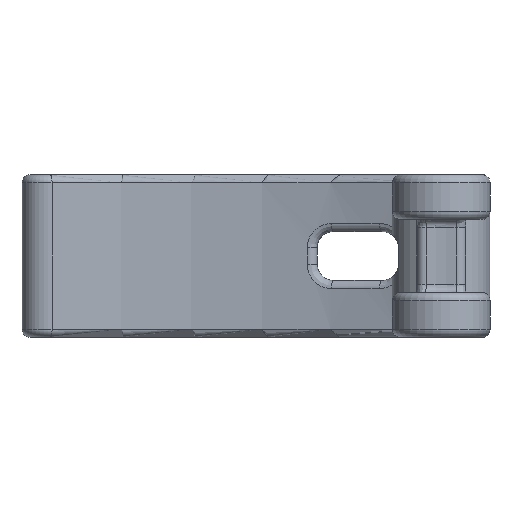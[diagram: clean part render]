
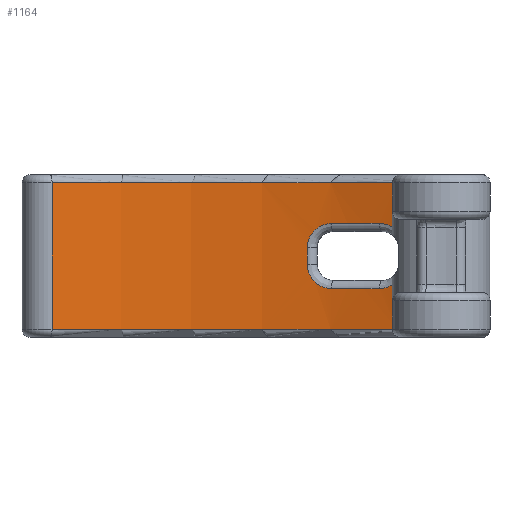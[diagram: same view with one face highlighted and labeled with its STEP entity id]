
A CAD part, front view. The second image highlights one B-rep face of the part: STEP entity #1164.
In plain terms, the highlighted cylindrical face has radius 34.557 mm (diameter 69.114 mm), a partial arc.
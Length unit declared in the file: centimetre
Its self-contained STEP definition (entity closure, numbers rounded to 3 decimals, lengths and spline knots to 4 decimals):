
#46=B_SPLINE_CURVE_WITH_KNOTS('',3,(#2450,#2451,#2452,#2453,#2454,#2455,
#2456,#2457,#2458,#2459),.UNSPECIFIED.,.F.,.U.,(4,3,3,4),(0.2252,
0.2359,0.294,0.3539),.UNSPECIFIED.);
#48=B_SPLINE_CURVE_WITH_KNOTS('',3,(#2549,#2550,#2551,#2552,#2553,#2554,
#2555,#2556,#2557,#2558),.UNSPECIFIED.,.F.,.U.,(4,2,2,2,4),(0.,
0.0305,0.0794,0.1576,0.2383),
 .UNSPECIFIED.);
#50=B_SPLINE_CURVE_WITH_KNOTS('',3,(#2635,#2636,#2637,#2638,#2639,#2640,
#2641,#2642,#2643,#2644),.UNSPECIFIED.,.F.,.U.,(4,2,2,2,4),(0.,
0.0305,0.0794,0.1576,0.2382),
 .UNSPECIFIED.);
#53=B_SPLINE_CURVE_WITH_KNOTS('',3,(#2859,#2860,#2861,#2862,#2863,#2864,
#2865,#2866,#2867,#2868),.UNSPECIFIED.,.F.,.U.,(4,3,3,4),(0.97,
1.0154,1.088,1.0987),.UNSPECIFIED.);
#110=VECTOR('',#1476,1.);
#119=VECTOR('',#1526,1.);
#120=VECTOR('',#1527,1.);
#155=LINE('',#2572,#110);
#164=LINE('',#3022,#119);
#165=LINE('',#3023,#120);
#204=CYLINDRICAL_SURFACE('',#1288,3.4557);
#275=VERTEX_POINT('',#2449);
#276=VERTEX_POINT('',#2460);
#278=VERTEX_POINT('',#2484);
#279=VERTEX_POINT('',#2548);
#280=VERTEX_POINT('',#2571);
#281=VERTEX_POINT('',#2634);
#282=VERTEX_POINT('',#2647);
#284=VERTEX_POINT('',#2858);
#292=VERTEX_POINT('',#2961);
#293=VERTEX_POINT('',#2978);
#296=VERTEX_POINT('',#3024);
#297=VERTEX_POINT('',#3026);
#366=CIRCLE('',#1259,3.4557);
#372=CIRCLE('',#1267,3.4557);
#375=CIRCLE('',#1277,3.4557);
#381=CIRCLE('',#1289,3.4557);
#475=EDGE_CURVE('',#275,#276,#46,.F.);
#478=EDGE_CURVE('',#278,#275,#366,.T.);
#481=EDGE_CURVE('',#279,#278,#48,.F.);
#484=EDGE_CURVE('',#280,#279,#155,.T.);
#486=EDGE_CURVE('',#281,#280,#50,.F.);
#488=EDGE_CURVE('',#282,#281,#372,.T.);
#491=EDGE_CURVE('',#284,#282,#53,.F.);
#508=EDGE_CURVE('',#293,#292,#375,.T.);
#517=EDGE_CURVE('',#284,#292,#164,.T.);
#518=EDGE_CURVE('',#296,#293,#165,.T.);
#519=EDGE_CURVE('',#297,#296,#381,.T.);
#520=EDGE_CURVE('',#297,#276,#164,.T.);
#766=ORIENTED_EDGE('',*,*,#491,.F.);
#767=ORIENTED_EDGE('',*,*,#517,.T.);
#768=ORIENTED_EDGE('',*,*,#508,.F.);
#769=ORIENTED_EDGE('',*,*,#518,.F.);
#770=ORIENTED_EDGE('',*,*,#519,.F.);
#771=ORIENTED_EDGE('',*,*,#520,.T.);
#772=ORIENTED_EDGE('',*,*,#475,.F.);
#773=ORIENTED_EDGE('',*,*,#478,.F.);
#774=ORIENTED_EDGE('',*,*,#481,.F.);
#775=ORIENTED_EDGE('',*,*,#484,.F.);
#776=ORIENTED_EDGE('',*,*,#486,.F.);
#777=ORIENTED_EDGE('',*,*,#488,.F.);
#988=EDGE_LOOP('',(#766,#767,#768,#769,#770,#771,#772,#773,#774,#775,#776,
#777));
#1082=FACE_BOUND('',#988,.T.);
#1164=ADVANCED_FACE('',(#1082),#204,.F.);
#1259=AXIS2_PLACEMENT_3D('',#2485,#1466,#1467);
#1267=AXIS2_PLACEMENT_3D('',#2648,#1482,#1483);
#1277=AXIS2_PLACEMENT_3D('',#2979,#1505,#1506);
#1288=AXIS2_PLACEMENT_3D('',#3021,#1524,#1525);
#1289=AXIS2_PLACEMENT_3D('',#3025,#1528,#1529);
#1466=DIRECTION('',(0.,0.,-1.));
#1467=DIRECTION('',(1.078,3.283,0.));
#1476=DIRECTION('',(0.,0.,-1.));
#1482=DIRECTION('',(0.,0.,1.));
#1483=DIRECTION('',(1.078,3.283,0.));
#1505=DIRECTION('',(0.,0.,-1.));
#1506=DIRECTION('',(0.27,3.445,0.));
#1524=DIRECTION('',(0.,0.,1.));
#1525=DIRECTION('',(3.456,0.,0.));
#1526=DIRECTION('',(0.,0.,1.));
#1527=DIRECTION('',(0.,0.,1.));
#1528=DIRECTION('',(0.,0.,1.));
#1529=DIRECTION('',(0.27,3.445,0.));
#2449=CARTESIAN_POINT('',(-0.3796,0.1684,0.3));
#2450=CARTESIAN_POINT('',(-0.2721,0.1263,0.3469));
#2451=CARTESIAN_POINT('',(-0.2745,0.1272,0.3444));
#2452=CARTESIAN_POINT('',(-0.2769,0.1282,0.3419));
#2453=CARTESIAN_POINT('',(-0.2794,0.1293,0.3396));
#2454=CARTESIAN_POINT('',(-0.293,0.1348,0.327));
#2455=CARTESIAN_POINT('',(-0.3086,0.1411,0.3171));
#2456=CARTESIAN_POINT('',(-0.3254,0.1477,0.3104));
#2457=CARTESIAN_POINT('',(-0.3426,0.1545,0.3035));
#2458=CARTESIAN_POINT('',(-0.3611,0.1616,0.3));
#2459=CARTESIAN_POINT('',(-0.3796,0.1684,0.3));
#2460=CARTESIAN_POINT('',(-0.2721,0.1263,0.3469));
#2484=CARTESIAN_POINT('',(-0.6753,0.264,0.3));
#2485=CARTESIAN_POINT('',(-1.589,-3.0687,0.3));
#2548=CARTESIAN_POINT('',(-0.8231,0.3011,0.45));
#2549=CARTESIAN_POINT('',(-0.6753,0.264,0.3));
#2550=CARTESIAN_POINT('',(-0.685,0.2667,0.3));
#2551=CARTESIAN_POINT('',(-0.6947,0.2693,0.301));
#2552=CARTESIAN_POINT('',(-0.7197,0.2759,0.306));
#2553=CARTESIAN_POINT('',(-0.7345,0.2797,0.3116));
#2554=CARTESIAN_POINT('',(-0.7703,0.2887,0.3322));
#2555=CARTESIAN_POINT('',(-0.7891,0.2932,0.3508));
#2556=CARTESIAN_POINT('',(-0.8158,0.2994,0.3962));
#2557=CARTESIAN_POINT('',(-0.8231,0.3011,0.4231));
#2558=CARTESIAN_POINT('',(-0.8231,0.3011,0.45));
#2571=CARTESIAN_POINT('',(-0.8231,0.3011,0.55));
#2572=CARTESIAN_POINT('',(-0.8231,0.3011,0.));
#2634=CARTESIAN_POINT('',(-0.6753,0.264,0.7));
#2635=CARTESIAN_POINT('',(-0.8231,0.3011,0.55));
#2636=CARTESIAN_POINT('',(-0.8231,0.3011,0.5602));
#2637=CARTESIAN_POINT('',(-0.8221,0.3008,0.5705));
#2638=CARTESIAN_POINT('',(-0.8167,0.2996,0.5966));
#2639=CARTESIAN_POINT('',(-0.8109,0.2983,0.6119));
#2640=CARTESIAN_POINT('',(-0.7897,0.2933,0.6485));
#2641=CARTESIAN_POINT('',(-0.7709,0.2888,0.6672));
#2642=CARTESIAN_POINT('',(-0.7265,0.2777,0.6932));
#2643=CARTESIAN_POINT('',(-0.7008,0.271,0.7));
#2644=CARTESIAN_POINT('',(-0.6753,0.264,0.7));
#2647=CARTESIAN_POINT('',(-0.3796,0.1684,0.7));
#2648=CARTESIAN_POINT('',(-1.589,-3.0687,0.7));
#2858=CARTESIAN_POINT('',(-0.2721,0.1263,0.6531));
#2859=CARTESIAN_POINT('',(-0.3796,0.1684,0.7));
#2860=CARTESIAN_POINT('',(-0.3656,0.1632,0.7));
#2861=CARTESIAN_POINT('',(-0.3515,0.1579,0.698));
#2862=CARTESIAN_POINT('',(-0.3381,0.1526,0.694));
#2863=CARTESIAN_POINT('',(-0.3166,0.1443,0.6876));
#2864=CARTESIAN_POINT('',(-0.2964,0.1362,0.6762));
#2865=CARTESIAN_POINT('',(-0.2794,0.1293,0.6604));
#2866=CARTESIAN_POINT('',(-0.2769,0.1282,0.6581));
#2867=CARTESIAN_POINT('',(-0.2745,0.1272,0.6556));
#2868=CARTESIAN_POINT('',(-0.2721,0.1263,0.6531));
#2961=CARTESIAN_POINT('',(-0.2721,0.1263,0.95));
#2978=CARTESIAN_POINT('',(-2.3923,0.2923,0.95));
#2979=CARTESIAN_POINT('',(-1.589,-3.0687,0.95));
#3021=CARTESIAN_POINT('',(-1.589,-3.0687,0.));
#3022=CARTESIAN_POINT('',(-0.2721,0.1263,0.));
#3023=CARTESIAN_POINT('',(-2.3923,0.2923,0.));
#3024=CARTESIAN_POINT('',(-2.3923,0.2923,0.05));
#3025=CARTESIAN_POINT('',(-1.589,-3.0687,0.05));
#3026=CARTESIAN_POINT('',(-0.2721,0.1263,0.05));
